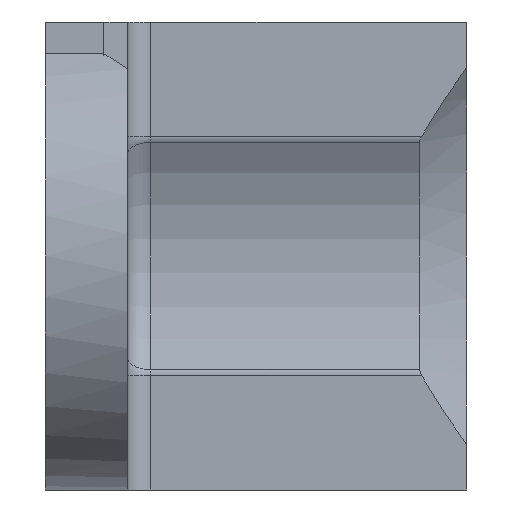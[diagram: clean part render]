
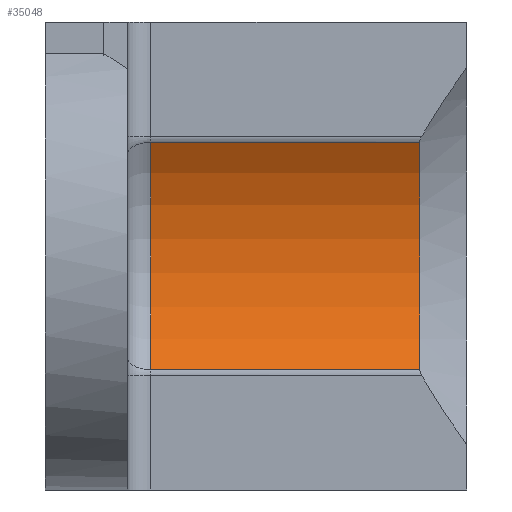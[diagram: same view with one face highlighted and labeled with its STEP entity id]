
A CAD part, front view. The second image highlights one B-rep face of the part: STEP entity #35048.
In plain terms, the highlighted cylindrical face has radius 9 mm (diameter 18 mm), a partial arc.
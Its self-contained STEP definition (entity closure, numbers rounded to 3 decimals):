
#1624 = CIRCLE ( 'NONE', #4268, 9. ) ;
#4268 = AXIS2_PLACEMENT_3D ( 'NONE', #12767, #37241, #23004 ) ;
#4645 = EDGE_CURVE ( 'NONE', #44721, #34884, #1624, .T. ) ;
#5015 = DIRECTION ( 'NONE',  ( 1., 0., 0. ) ) ;
#6111 = EDGE_CURVE ( 'NONE', #28975, #38137, #18559, .T. ) ;
#6607 = VECTOR ( 'NONE', #19661, 1000. ) ;
#6813 = FACE_OUTER_BOUND ( 'NONE', #23897, .T. ) ;
#7489 = ORIENTED_EDGE ( 'NONE', *, *, #4645, .T. ) ;
#7499 = ORIENTED_EDGE ( 'NONE', *, *, #6111, .T. ) ;
#8523 = DIRECTION ( 'NONE',  ( 0., 0., -1. ) ) ;
#8718 = CARTESIAN_POINT ( 'NONE',  ( 16., 15.579, 14.854 ) ) ;
#9179 = CARTESIAN_POINT ( 'NONE',  ( 4.5, 15.579, 14.854 ) ) ;
#11613 = VECTOR ( 'NONE', #16871, 1000. ) ;
#12202 = ORIENTED_EDGE ( 'NONE', *, *, #40623, .T. ) ;
#12767 = CARTESIAN_POINT ( 'NONE',  ( 4.5, 8., 10. ) ) ;
#13195 = DIRECTION ( 'NONE',  ( 0., 0., 1. ) ) ;
#13336 = CARTESIAN_POINT ( 'NONE',  ( -21.956, 15.579, 5.146 ) ) ;
#13739 = AXIS2_PLACEMENT_3D ( 'NONE', #22419, #5015, #8523 ) ;
#16871 = DIRECTION ( 'NONE',  ( 1., 0., 0. ) ) ;
#17340 = ORIENTED_EDGE ( 'NONE', *, *, #42829, .T. ) ;
#18559 = CIRCLE ( 'NONE', #35347, 9. ) ;
#19362 = CARTESIAN_POINT ( 'NONE',  ( 4.5, 15.579, 5.146 ) ) ;
#19661 = DIRECTION ( 'NONE',  ( -1., 0., 0. ) ) ;
#22419 = CARTESIAN_POINT ( 'NONE',  ( -21.956, 8., 10. ) ) ;
#23004 = DIRECTION ( 'NONE',  ( 0., -1., 0. ) ) ;
#23897 = EDGE_LOOP ( 'NONE', ( #17340, #7489, #12202, #7499 ) ) ;
#28975 = VERTEX_POINT ( 'NONE', #38725 ) ;
#34162 = DIRECTION ( 'NONE',  ( 1., 0., 0. ) ) ;
#34348 = CARTESIAN_POINT ( 'NONE',  ( -21.956, 15.579, 14.854 ) ) ;
#34884 = VERTEX_POINT ( 'NONE', #19362 ) ;
#35048 = ADVANCED_FACE ( 'Face26', ( #6813 ), #37483, .F. ) ;
#35347 = AXIS2_PLACEMENT_3D ( 'NONE', #37520, #34162, #13195 ) ;
#37241 = DIRECTION ( 'NONE',  ( -1., 0., 0. ) ) ;
#37483 = CYLINDRICAL_SURFACE ( 'NONE', #13739, 9. ) ;
#37520 = CARTESIAN_POINT ( 'NONE',  ( 16., 8., 10. ) ) ;
#38137 = VERTEX_POINT ( 'NONE', #8718 ) ;
#38420 = LINE ( 'NONE', #13336, #11613 ) ;
#38725 = CARTESIAN_POINT ( 'NONE',  ( 16., 15.579, 5.146 ) ) ;
#40623 = EDGE_CURVE ( 'NONE', #34884, #28975, #38420, .T. ) ;
#42829 = EDGE_CURVE ( 'NONE', #38137, #44721, #43817, .T. ) ;
#43817 = LINE ( 'NONE', #34348, #6607 ) ;
#44721 = VERTEX_POINT ( 'NONE', #9179 ) ;
